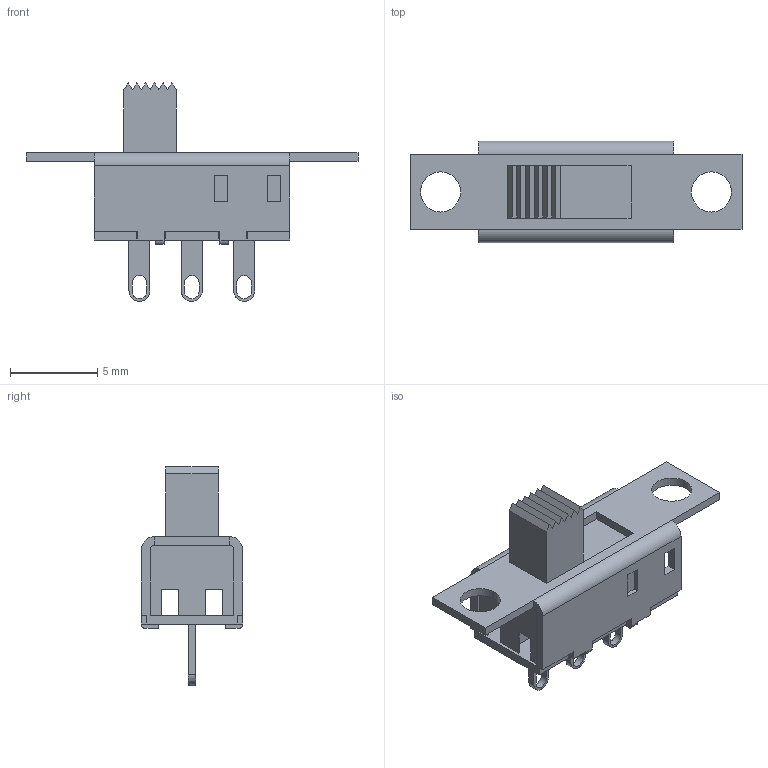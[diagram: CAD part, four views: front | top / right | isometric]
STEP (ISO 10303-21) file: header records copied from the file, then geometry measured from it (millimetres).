
FILE_DESCRIPTION(/* description */ (''),/* implementation_level */ '2;1');
FILE_NAME(/* name */ 'EG1201 v6.step',/* time_stamp */ '2022-01-21T19:48:42+01:00',/* author */ (''),/* organization */ (''),/* preprocessor_version */ 'ST-DEVELOPER v18.1',/* originating_system */ 'Autodesk Translation Framework v10.10.0.1391',/* authorisation */ '');
FILE_SCHEMA (('AUTOMOTIVE_DESIGN { 1 0 10303 214 3 1 1 }'));
Length unit declared in the file: inch
Products named in the file (1): EG1201
Bounding box: 19 x 5.8 x 12.51 mm (x, y, z)
Volume: 212.4 mm3; surface area: 691.4 mm2
Topology: 4 solids, 4 shells, 167 faces, 467 edges, 308 vertices
Faces by surface type: plane 142, cylinder 19, bspline 6
Full cylindrical faces by diameter (mm): 2.1 x1, 2.3 x2
Entity records: 5563 total; most frequent: CARTESIAN_POINT 1216, ORIENTED_EDGE 934, DIRECTION 808, EDGE_CURVE 467, LINE 408, VECTOR 408, VERTEX_POINT 308, AXIS2_PLACEMENT_3D 200
